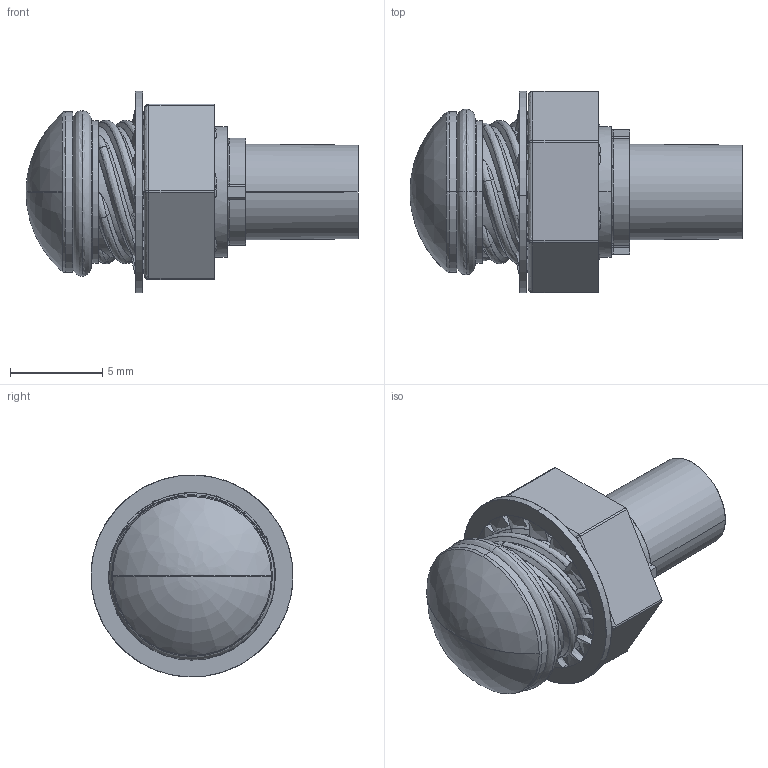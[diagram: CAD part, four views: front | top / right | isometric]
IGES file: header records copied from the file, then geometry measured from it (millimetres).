
Start section: SolidWorks IGES file using analytic representation for surfaces
Global section: file name: LCS_052_XXX_Series.IGS; native system: SolidWorks 2018; preprocessor: SolidWorks 2018; author: chwang; date: 190701.170618; units: millimetre
Bounding box: 18.03 x 10.96 x 10.96 mm (x, y, z)
Surface area: 1343.1 mm2 (no closed solid volume)
Topology: 0 solids, 0 shells, 344 faces, 3390 edges, 3381 vertices
Faces by surface type: bspline 218, revolution 126
